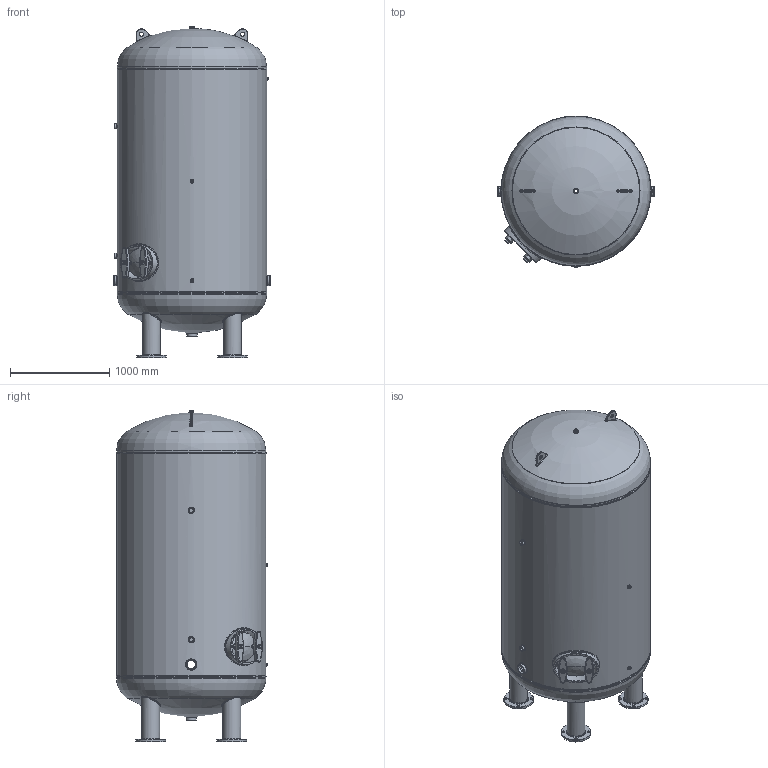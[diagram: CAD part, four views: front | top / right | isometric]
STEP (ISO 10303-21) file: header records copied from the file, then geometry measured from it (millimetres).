
FILE_DESCRIPTION(('HOOPS Exchange Step'),'2;1');
FILE_NAME('BE04_5000L.stp','2025-07-14T08:57:42+02:00',('nieru'),('Unknown organisation'),'HOOPS Exchange 2024.2','HOOPS Exchange','Unknown authorisation');
FILE_SCHEMA( ('AP203_CONFIGURATION_CONTROLLED_3D_DESIGN_OF_MECHANICAL_PARTS_AND_ASSEMBLIES_MIM_LF') );
Length unit declared in the file: millimetre
Products named in the file (2): 0; root
Assembly tree (1 placements, depth 2):
  root
    0
Bounding box: 1570 x 1523.87 x 3329.18 mm (x, y, z)
Volume: 146581969.1 mm3; surface area: 34030625 mm2
Topology: 6 solids, 6 shells, 478 faces, 1288 edges, 836 vertices
Faces by surface type: bspline 195, cylinder 92, cone 70, plane 59, torus 54, sphere 8
Full cylindrical faces by diameter (mm): 18.631 x3, 24.533 x16, 26.631 x3, 28 x4, 30.291 x1, 38.952 x2, 40.291 x1, 42.889 x2, 50.952 x2, 84.9 x3, 100.9 x3, 149.333 x4, 167.573 x4, 179.52 x4, 298.666 x4, 1484 x1, 1500 x3, 1507.748 x2
Entity records: 181171 total; most frequent: CARTESIAN_POINT 170636, ORIENTED_EDGE 2570, DIRECTION 1581, EDGE_CURVE 1285, VERTEX_POINT 836, AXIS2_PLACEMENT_3D 700, B_SPLINE_CURVE_WITH_KNOTS 688, EDGE_LOOP 553
